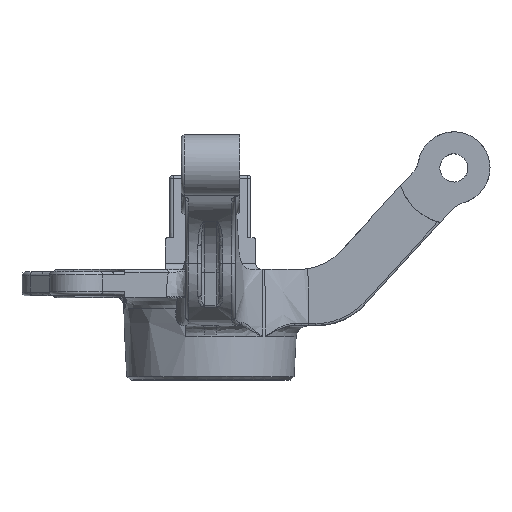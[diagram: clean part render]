
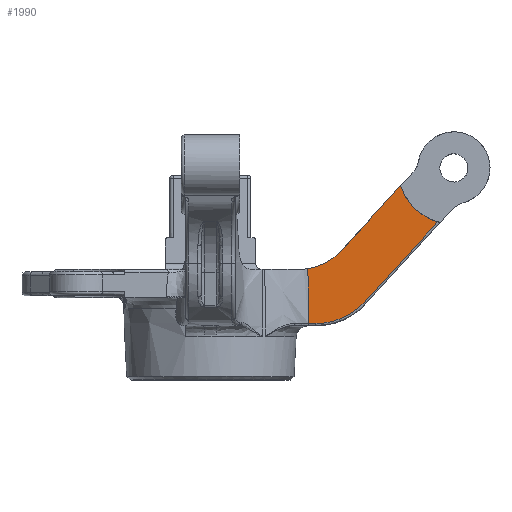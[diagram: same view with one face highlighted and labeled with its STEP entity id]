
A CAD part, top view. The second image highlights one B-rep face of the part: STEP entity #1990.
In plain terms, the highlighted free-form (B-spline) face has degree [1, 1] with [2, 2] control points.
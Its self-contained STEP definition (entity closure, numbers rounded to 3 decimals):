
#1627 = VERTEX_POINT('',#1628);
#1628 = CARTESIAN_POINT('',(82.557,17.232,
    18.421));
#1641 = EDGE_CURVE('',#1627,#1642,#1644,.T.);
#1642 = VERTEX_POINT('',#1643);
#1643 = CARTESIAN_POINT('',(55.82,-11.947,
    18.421));
#1644 = B_SPLINE_CURVE_WITH_KNOTS('',1,(#1645,#1646),.UNSPECIFIED.,.F.,
  .F.,(2,2),(-38.413,9.927),.PIECEWISE_BEZIER_KNOTS.);
#1645 = CARTESIAN_POINT('',(82.557,17.232,
    18.421));
#1646 = CARTESIAN_POINT('',(55.82,-11.947,
    18.421));
#1672 = VERTEX_POINT('',#1673);
#1673 = CARTESIAN_POINT('',(38.315,-19.649,
    18.421));
#1688 = EDGE_CURVE('',#1642,#1672,#1689,.T.);
#1689 = ( BOUNDED_CURVE() B_SPLINE_CURVE(2,(#1690,#1691,#1692),
.UNSPECIFIED.,.F.,.F.) B_SPLINE_CURVE_WITH_KNOTS((3,3),(5.869,
6.698),.PIECEWISE_BEZIER_KNOTS.) CURVE() 
GEOMETRIC_REPRESENTATION_ITEM() RATIONAL_B_SPLINE_CURVE((1.,
0.915,1.)) REPRESENTATION_ITEM('') );
#1690 = CARTESIAN_POINT('',(55.82,-11.947,
    18.421));
#1691 = CARTESIAN_POINT('',(48.762,-19.649,
    18.421));
#1692 = CARTESIAN_POINT('',(38.315,-19.649,
    18.421));
#1708 = VERTEX_POINT('',#1709);
#1709 = CARTESIAN_POINT('',(35.725,-19.649,
    18.421));
#1723 = EDGE_CURVE('',#1672,#1708,#1724,.T.);
#1724 = B_SPLINE_CURVE_WITH_KNOTS('',1,(#1725,#1726),.UNSPECIFIED.,.F.,
  .F.,(2,2),(-15.8,-12.636),.PIECEWISE_BEZIER_KNOTS.);
#1725 = CARTESIAN_POINT('',(38.315,-19.649,
    18.421));
#1726 = CARTESIAN_POINT('',(35.725,-19.649,
    18.421));
#1925 = EDGE_CURVE('',#1708,#1926,#1928,.T.);
#1926 = VERTEX_POINT('',#1927);
#1927 = CARTESIAN_POINT('',(35.397,0.248,
    18.421));
#1928 = B_SPLINE_CURVE_WITH_KNOTS('',3,(#1929,#1930,#1931,#1932),
  .UNSPECIFIED.,.F.,.F.,(4,4),(-9.279,-6.847),
  .PIECEWISE_BEZIER_KNOTS.);
#1929 = CARTESIAN_POINT('',(35.725,-19.649,
    18.421));
#1930 = CARTESIAN_POINT('',(35.91,-13.015,
    18.421));
#1931 = CARTESIAN_POINT('',(35.801,-6.372,
    18.421));
#1932 = CARTESIAN_POINT('',(35.397,0.248,
    18.421));
#1990 = ADVANCED_FACE('',(#1991),#2018,.T.);
#1991 = FACE_BOUND('',#1992,.T.);
#1992 = EDGE_LOOP('',(#1993,#1994,#1995,#1996,#2004,#2011,#2017));
#1993 = ORIENTED_EDGE('',*,*,#1723,.F.);
#1994 = ORIENTED_EDGE('',*,*,#1688,.F.);
#1995 = ORIENTED_EDGE('',*,*,#1641,.F.);
#1996 = ORIENTED_EDGE('',*,*,#1997,.T.);
#1997 = EDGE_CURVE('',#1627,#1998,#2000,.T.);
#1998 = VERTEX_POINT('',#1999);
#1999 = CARTESIAN_POINT('',(69.017,30.327,
    18.421));
#2000 = ( BOUNDED_CURVE() B_SPLINE_CURVE(2,(#2001,#2002,#2003),
.UNSPECIFIED.,.F.,.F.) B_SPLINE_CURVE_WITH_KNOTS((3,3),(1.861,
2.818),.PIECEWISE_BEZIER_KNOTS.) CURVE() 
GEOMETRIC_REPRESENTATION_ITEM() RATIONAL_B_SPLINE_CURVE((1.,
0.888,1.)) REPRESENTATION_ITEM('') );
#2001 = CARTESIAN_POINT('',(82.557,17.232,
    18.421));
#2002 = CARTESIAN_POINT('',(72.393,20.271,
    18.421));
#2003 = CARTESIAN_POINT('',(69.017,30.327,
    18.421));
#2004 = ORIENTED_EDGE('',*,*,#2005,.T.);
#2005 = EDGE_CURVE('',#1998,#2006,#2008,.T.);
#2006 = VERTEX_POINT('',#2007);
#2007 = CARTESIAN_POINT('',(47.311,6.64,
    18.421));
#2008 = B_SPLINE_CURVE_WITH_KNOTS('',1,(#2009,#2010),.UNSPECIFIED.,.F.,
  .F.,(2,2),(11.407,50.65),.PIECEWISE_BEZIER_KNOTS.);
#2009 = CARTESIAN_POINT('',(69.017,30.327,
    18.421));
#2010 = CARTESIAN_POINT('',(47.311,6.64,
    18.421));
#2011 = ORIENTED_EDGE('',*,*,#2012,.T.);
#2012 = EDGE_CURVE('',#2006,#1926,#2013,.T.);
#2013 = ( BOUNDED_CURVE() B_SPLINE_CURVE(2,(#2014,#2015,#2016),
.UNSPECIFIED.,.F.,.F.) B_SPLINE_CURVE_WITH_KNOTS((3,3),(5.454,
6.127),.PIECEWISE_BEZIER_KNOTS.) CURVE() 
GEOMETRIC_REPRESENTATION_ITEM() RATIONAL_B_SPLINE_CURVE((1.,
0.944,1.)) REPRESENTATION_ITEM('') );
#2014 = CARTESIAN_POINT('',(47.311,6.64,
    18.421));
#2015 = CARTESIAN_POINT('',(42.473,1.36,
    18.421));
#2016 = CARTESIAN_POINT('',(35.397,0.248,
    18.421));
#2017 = ORIENTED_EDGE('',*,*,#1925,.F.);
#2018 = B_SPLINE_SURFACE_WITH_KNOTS('',1,1,(
    (#2019,#2020)
    ,(#2021,#2022
    )),.UNSPECIFIED.,.F.,.F.,.F.,(2,2),(2,2),(-18.764,
    38.839),(-42.,19.043),
  .PIECEWISE_BEZIER_KNOTS.);
#2019 = CARTESIAN_POINT('',(35.397,-19.649,
    18.421));
#2020 = CARTESIAN_POINT('',(35.397,30.327,
    18.421));
#2021 = CARTESIAN_POINT('',(82.557,-19.649,
    18.421));
#2022 = CARTESIAN_POINT('',(82.557,30.327,
    18.421));
